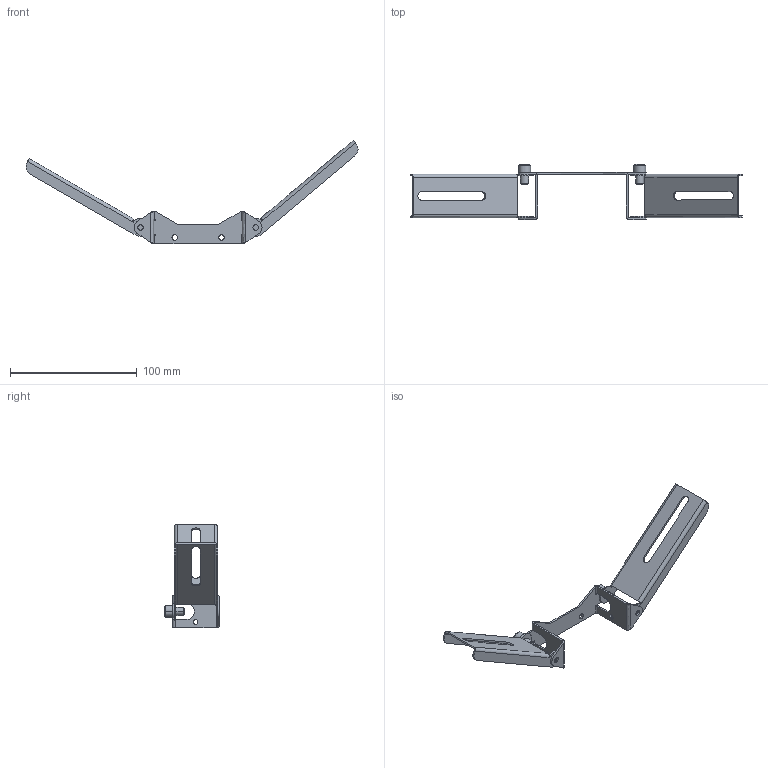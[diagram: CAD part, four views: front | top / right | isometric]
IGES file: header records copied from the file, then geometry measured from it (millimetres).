
Start section:  PTC IGES file: 155385.igs
Global section: file name: 155385.igs; native system: Pro/ENGINEER by Parametric Technology Corporation; preprocessor: 2009141; author: banengservice; organization: Unknown; date: 20110505.113839; units: inch
Bounding box: 262.01 x 43.79 x 81.4 mm (x, y, z)
Volume: 17779.9 mm3; surface area: 28079.2 mm2
Topology: 1 solids, 1 shells, 196 faces, 484 edges, 292 vertices
Faces by surface type: bspline 132, revolution 64
